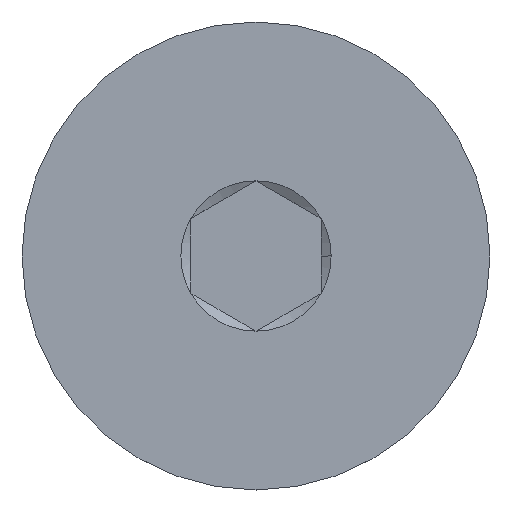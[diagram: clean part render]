
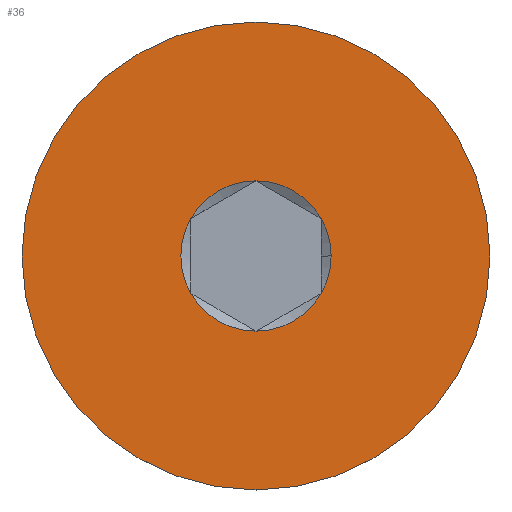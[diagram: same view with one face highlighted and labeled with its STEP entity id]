
A CAD part, top view. The second image highlights one B-rep face of the part: STEP entity #36.
In plain terms, the highlighted planar face has unit normal (0, 0, 1).
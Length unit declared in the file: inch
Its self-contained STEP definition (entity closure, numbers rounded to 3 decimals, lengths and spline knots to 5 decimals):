
#8 = DIRECTION ( 'NONE',  ( 1., 0., 0. ) ) ;
#15 = DIRECTION ( 'NONE',  ( 0., 0., 1. ) ) ;
#20 = CARTESIAN_POINT ( 'NONE',  ( 0., 0., 0. ) ) ;
#36 = ADVANCED_FACE ( 'NONE', ( #267, #431 ), #1991, .T. ) ;
#94 = CARTESIAN_POINT ( 'NONE',  ( 0., -0.04511, 0. ) ) ;
#148 = DIRECTION ( 'NONE',  ( 0., 0., 1. ) ) ;
#249 = CIRCLE ( 'NONE', #274, 0.04511 ) ;
#267 = FACE_BOUND ( 'NONE', #782, .T. ) ;
#274 = AXIS2_PLACEMENT_3D ( 'NONE', #1075, #148, #2993 ) ;
#393 = DIRECTION ( 'NONE',  ( 1., 0., 0. ) ) ;
#414 = DIRECTION ( 'NONE',  ( 0., 0., 1. ) ) ;
#424 = CARTESIAN_POINT ( 'NONE',  ( 0., 0., 0. ) ) ;
#431 = FACE_OUTER_BOUND ( 'NONE', #679, .T. ) ;
#489 = VERTEX_POINT ( 'NONE', #1257 ) ;
#495 = VERTEX_POINT ( 'NONE', #1614 ) ;
#521 = CARTESIAN_POINT ( 'NONE',  ( -0.03906, -0.02255, 0. ) ) ;
#561 = CARTESIAN_POINT ( 'NONE',  ( -0.03906, 0.02255, 0. ) ) ;
#562 = ORIENTED_EDGE ( 'NONE', *, *, #1334, .T. ) ;
#570 = AXIS2_PLACEMENT_3D ( 'NONE', #424, #414, #393 ) ;
#620 = VERTEX_POINT ( 'NONE', #94 ) ;
#650 = VERTEX_POINT ( 'NONE', #1040 ) ;
#668 = CARTESIAN_POINT ( 'NONE',  ( 0., 0., 0. ) ) ;
#672 = CARTESIAN_POINT ( 'NONE',  ( 0.04511, 0., 0. ) ) ;
#679 = EDGE_LOOP ( 'NONE', ( #562, #2457 ) ) ;
#687 = DIRECTION ( 'NONE',  ( 0., -1., 0. ) ) ;
#691 = DIRECTION ( 'NONE',  ( 0., 0., 1. ) ) ;
#707 = DIRECTION ( 'NONE',  ( 1., 0., 0. ) ) ;
#708 = DIRECTION ( 'NONE',  ( 0., 0., 1. ) ) ;
#782 = EDGE_LOOP ( 'NONE', ( #1654, #1496, #1140, #2655, #2987, #2961, #1732 ) ) ;
#822 = CARTESIAN_POINT ( 'NONE',  ( 0., 0., 0. ) ) ;
#827 = DIRECTION ( 'NONE',  ( 1., 0., 0. ) ) ;
#887 = DIRECTION ( 'NONE',  ( 0., -1., 0. ) ) ;
#927 = CIRCLE ( 'NONE', #2211, 0.04511 ) ;
#938 = DIRECTION ( 'NONE',  ( 0., 0., 1. ) ) ;
#986 = CIRCLE ( 'NONE', #2958, 0.04511 ) ;
#1040 = CARTESIAN_POINT ( 'NONE',  ( 0.03906, -0.02255, 0. ) ) ;
#1043 = DIRECTION ( 'NONE',  ( 0., 0., 1. ) ) ;
#1075 = CARTESIAN_POINT ( 'NONE',  ( 0., 0., 0. ) ) ;
#1098 = CARTESIAN_POINT ( 'NONE',  ( 0., 0., 0. ) ) ;
#1106 = CIRCLE ( 'NONE', #2883, 0.04511 ) ;
#1140 = ORIENTED_EDGE ( 'NONE', *, *, #2123, .F. ) ;
#1157 = CARTESIAN_POINT ( 'NONE',  ( 0., 0., 0. ) ) ;
#1160 = AXIS2_PLACEMENT_3D ( 'NONE', #1157, #691, #687 ) ;
#1242 = VERTEX_POINT ( 'NONE', #561 ) ;
#1257 = CARTESIAN_POINT ( 'NONE',  ( 0., -0.1405, 0. ) ) ;
#1308 = CARTESIAN_POINT ( 'NONE',  ( 0., 0.1405, 0. ) ) ;
#1334 = EDGE_CURVE ( 'NONE', #489, #1500, #2417, .T. ) ;
#1423 = VERTEX_POINT ( 'NONE', #521 ) ;
#1496 = ORIENTED_EDGE ( 'NONE', *, *, #2063, .F. ) ;
#1500 = VERTEX_POINT ( 'NONE', #1308 ) ;
#1597 = AXIS2_PLACEMENT_3D ( 'NONE', #1098, #1043, #887 ) ;
#1614 = CARTESIAN_POINT ( 'NONE',  ( 0.03906, 0.02255, 0. ) ) ;
#1654 = ORIENTED_EDGE ( 'NONE', *, *, #1824, .F. ) ;
#1732 = ORIENTED_EDGE ( 'NONE', *, *, #2186, .F. ) ;
#1764 = CIRCLE ( 'NONE', #2428, 0.04511 ) ;
#1766 = AXIS2_PLACEMENT_3D ( 'NONE', #2153, #2222, #2102 ) ;
#1785 = EDGE_CURVE ( 'NONE', #1990, #495, #1106, .T. ) ;
#1801 = CARTESIAN_POINT ( 'NONE',  ( 0., 0.04511, 0. ) ) ;
#1824 = EDGE_CURVE ( 'NONE', #620, #650, #986, .T. ) ;
#1830 = DIRECTION ( 'NONE',  ( 1., 0., 0. ) ) ;
#1843 = CIRCLE ( 'NONE', #1766, 0.04511 ) ;
#1847 = EDGE_CURVE ( 'NONE', #1500, #489, #2647, .T. ) ;
#1853 = DIRECTION ( 'NONE',  ( 0., 0., 1. ) ) ;
#1941 = CARTESIAN_POINT ( 'NONE',  ( 0., 0., 0. ) ) ;
#1990 = VERTEX_POINT ( 'NONE', #672 ) ;
#1991 = PLANE ( 'NONE',  #2648 ) ;
#2063 = EDGE_CURVE ( 'NONE', #1423, #620, #249, .T. ) ;
#2102 = DIRECTION ( 'NONE',  ( 1., 0., 0. ) ) ;
#2121 = CARTESIAN_POINT ( 'NONE',  ( 0., -0.0625, 0. ) ) ;
#2123 = EDGE_CURVE ( 'NONE', #1242, #1423, #2413, .T. ) ;
#2142 = EDGE_CURVE ( 'NONE', #2498, #1242, #1843, .T. ) ;
#2153 = CARTESIAN_POINT ( 'NONE',  ( 0., 0., 0. ) ) ;
#2162 = EDGE_CURVE ( 'NONE', #495, #2498, #927, .T. ) ;
#2171 = DIRECTION ( 'NONE',  ( 0., -1., 0. ) ) ;
#2186 = EDGE_CURVE ( 'NONE', #650, #1990, #1764, .T. ) ;
#2194 = DIRECTION ( 'NONE',  ( 0., 0., 1. ) ) ;
#2211 = AXIS2_PLACEMENT_3D ( 'NONE', #822, #938, #827 ) ;
#2222 = DIRECTION ( 'NONE',  ( 0., 0., 1. ) ) ;
#2413 = CIRCLE ( 'NONE', #570, 0.04511 ) ;
#2417 = CIRCLE ( 'NONE', #1597, 0.1405 ) ;
#2428 = AXIS2_PLACEMENT_3D ( 'NONE', #20, #15, #8 ) ;
#2457 = ORIENTED_EDGE ( 'NONE', *, *, #1847, .T. ) ;
#2498 = VERTEX_POINT ( 'NONE', #1801 ) ;
#2647 = CIRCLE ( 'NONE', #1160, 0.1405 ) ;
#2648 = AXIS2_PLACEMENT_3D ( 'NONE', #2121, #2194, #2171 ) ;
#2655 = ORIENTED_EDGE ( 'NONE', *, *, #2142, .F. ) ;
#2883 = AXIS2_PLACEMENT_3D ( 'NONE', #668, #708, #707 ) ;
#2958 = AXIS2_PLACEMENT_3D ( 'NONE', #1941, #1853, #1830 ) ;
#2961 = ORIENTED_EDGE ( 'NONE', *, *, #1785, .F. ) ;
#2987 = ORIENTED_EDGE ( 'NONE', *, *, #2162, .F. ) ;
#2993 = DIRECTION ( 'NONE',  ( 1., 0., 0. ) ) ;
